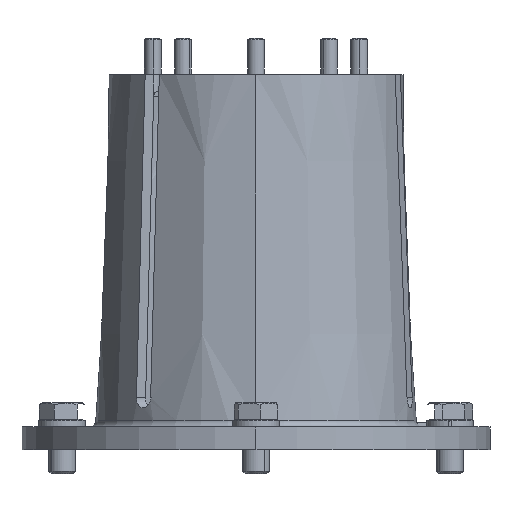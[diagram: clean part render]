
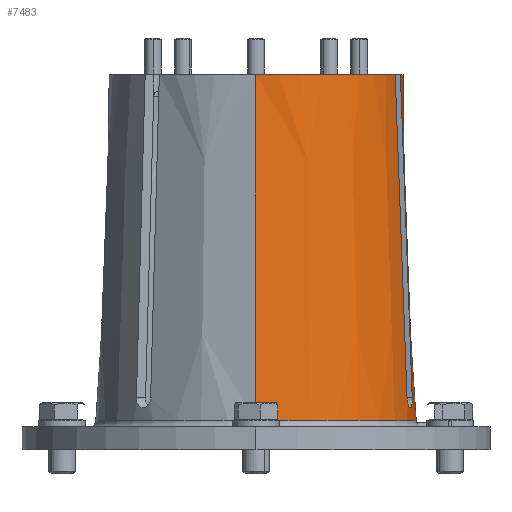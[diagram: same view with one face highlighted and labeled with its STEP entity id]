
A CAD part, front view. The second image highlights one B-rep face of the part: STEP entity #7483.
In plain terms, the highlighted conical face has half-angle 2.173 degrees and reference radius 69.855 mm.
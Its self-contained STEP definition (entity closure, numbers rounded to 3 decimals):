
#142 = CARTESIAN_POINT ( 'NONE',  ( 70.009, -23.689, 69.046 ) ) ;
#275 = FACE_OUTER_BOUND ( 'NONE', #9069, .T. ) ;
#862 = VERTEX_POINT ( 'NONE', #6902 ) ;
#865 = CARTESIAN_POINT ( 'NONE',  ( 74.058, -16.129, 19.332 ) ) ;
#920 = CARTESIAN_POINT ( 'NONE',  ( 72.68, -21.657, 18.197 ) ) ;
#927 = CARTESIAN_POINT ( 'NONE',  ( 74.184, -14.947, 22.479 ) ) ;
#1400 = CARTESIAN_POINT ( 'NONE',  ( 68.299, -23.231, 115.612 ) ) ;
#1473 = CARTESIAN_POINT ( 'NONE',  ( 68.718, -13.482, 171.323 ) ) ;
#1693 = EDGE_CURVE ( 'NONE', #11362, #13033, #13043, .T. ) ;
#1844 = EDGE_CURVE ( 'NONE', #862, #3851, #7372, .T. ) ;
#1969 = EDGE_CURVE ( 'NONE', #3851, #11362, #7554, .T. ) ;
#2028 = CARTESIAN_POINT ( 'NONE',  ( 74.196, -14.95, 22.164 ) ) ;
#2081 = CARTESIAN_POINT ( 'NONE',  ( 73.934, -16.798, 18.696 ) ) ;
#2125 = CARTESIAN_POINT ( 'NONE',  ( 72.43, -22.414, 18.691 ) ) ;
#2165 = VECTOR ( 'NONE', #13656, 1000. ) ;
#2604 = B_SPLINE_CURVE_WITH_KNOTS ( 'NONE', 3,
 ( #10012, #1473, #2705, #11201, #3966, #12421, #5204 ),
 .UNSPECIFIED., .F., .F.,
 ( 4, 3, 4 ),
 ( -0.014, 0., 0.14 ),
 .UNSPECIFIED. ) ;
#2642 = CARTESIAN_POINT ( 'NONE',  ( 66.421, -22.728, 166.751 ) ) ;
#2705 = CARTESIAN_POINT ( 'NONE',  ( 68.886, -13.527, 166.751 ) ) ;
#3089 = CARTESIAN_POINT ( 'NONE',  ( 0., 0., 175.895 ) ) ;
#3323 = CARTESIAN_POINT ( 'NONE',  ( 73.772, -17.58, 18.199 ) ) ;
#3385 = CARTESIAN_POINT ( 'NONE',  ( 72.201, -23.061, 19.332 ) ) ;
#3409 = ORIENTED_EDGE ( 'NONE', *, *, #7084, .T. ) ;
#3851 = VERTEX_POINT ( 'NONE', #7323 ) ;
#3886 = CARTESIAN_POINT ( 'NONE',  ( 66.085, -22.638, 175.895 ) ) ;
#3910 = VECTOR ( 'NONE', #8069, 1000. ) ;
#3966 = CARTESIAN_POINT ( 'NONE',  ( 70.764, -14.031, 115.612 ) ) ;
#4367 = DIRECTION ( 'NONE',  ( 0., 1., 0. ) ) ;
#4593 = CARTESIAN_POINT ( 'NONE',  ( 73.577, -18.432, 17.87 ) ) ;
#4616 = ORIENTED_EDGE ( 'NONE', *, *, #1693, .T. ) ;
#4638 = CARTESIAN_POINT ( 'NONE',  ( 72.006, -23.57, 20.088 ) ) ;
#4916 = B_SPLINE_CURVE_WITH_KNOTS ( 'NONE', 3,
 ( #10569, #2028, #12987, #5783, #14232, #6985, #15451, #8206, #865, #9398, #2081, #10631, #3323, #11829, #4593, #13052, #5830, #14280, #7050, #15494, #8252, #920, #9453, #2125, #10674, #3385, #11880, #4638, #13107, #5884, #14327, #7097, #15540, #8305 ),
 .UNSPECIFIED., .F., .F.,
 ( 4, 2, 2, 2, 2, 2, 2, 2, 2, 2, 2, 2, 2, 2, 2, 2, 4 ),
 ( 0., 0.001, 0.002, 0.003, 0.004, 0.005, 0.006, 0.007, 0.007, 0.008, 0.009, 0.01, 0.011, 0.012, 0.013, 0.014, 0.015 ),
 .UNSPECIFIED. ) ;
#5032 = ORIENTED_EDGE ( 'NONE', *, *, #9375, .T. ) ;
#5193 = B_SPLINE_CURVE_WITH_KNOTS ( 'NONE', 3,
 ( #14783, #142, #1400, #9935, #2642, #11141, #3886 ),
 .UNSPECIFIED., .F., .F.,
 ( 4, 3, 4 ),
 ( 0., 0.14, 0.154 ),
 .UNSPECIFIED. ) ;
#5204 = CARTESIAN_POINT ( 'NONE',  ( 74.184, -14.947, 22.479 ) ) ;
#5260 = VERTEX_POINT ( 'NONE', #13553 ) ;
#5421 = CARTESIAN_POINT ( 'NONE',  ( 68.55, -13.437, 175.895 ) ) ;
#5783 = CARTESIAN_POINT ( 'NONE',  ( 74.199, -15.108, 21.246 ) ) ;
#5830 = CARTESIAN_POINT ( 'NONE',  ( 73.352, -19.329, 17.717 ) ) ;
#5884 = CARTESIAN_POINT ( 'NONE',  ( 71.853, -23.931, 20.943 ) ) ;
#6136 = ORIENTED_EDGE ( 'NONE', *, *, #9180, .F. ) ;
#6144 = ORIENTED_EDGE ( 'NONE', *, *, #8399, .T. ) ;
#6689 = CARTESIAN_POINT ( 'NONE',  ( 71.719, -24.147, 22.479 ) ) ;
#6902 = CARTESIAN_POINT ( 'NONE',  ( 66.085, -22.638, 175.895 ) ) ;
#6985 = CARTESIAN_POINT ( 'NONE',  ( 74.165, -15.441, 20.368 ) ) ;
#7050 = CARTESIAN_POINT ( 'NONE',  ( 73.106, -20.234, 17.747 ) ) ;
#7084 = EDGE_CURVE ( 'NONE', #10041, #13570, #2604, .T. ) ;
#7097 = CARTESIAN_POINT ( 'NONE',  ( 71.752, -24.124, 21.849 ) ) ;
#7106 = ORIENTED_EDGE ( 'NONE', *, *, #14983, .T. ) ;
#7236 = CARTESIAN_POINT ( 'NONE',  ( 0., 0., 11.691 ) ) ;
#7289 = DIRECTION ( 'NONE',  ( 0., 0., 1. ) ) ;
#7323 = CARTESIAN_POINT ( 'NONE',  ( 0., -69.855, 175.895 ) ) ;
#7342 = DIRECTION ( 'NONE',  ( 0., 1., 0. ) ) ;
#7372 = CIRCLE ( 'NONE', #13011, 69.855 ) ;
#7483 = ADVANCED_FACE ( 'NONE', ( #275 ), #11344, .T. ) ;
#7554 = LINE ( 'NONE', #8128, #3910 ) ;
#7641 = CARTESIAN_POINT ( 'NONE',  ( 0., 76.084, 11.691 ) ) ;
#8069 = DIRECTION ( 'NONE',  ( 0., -0.038, -0.999 ) ) ;
#8128 = CARTESIAN_POINT ( 'NONE',  ( 0., -69.855, 175.895 ) ) ;
#8206 = CARTESIAN_POINT ( 'NONE',  ( 74.092, -15.93, 19.577 ) ) ;
#8252 = CARTESIAN_POINT ( 'NONE',  ( 72.851, -21.106, 17.959 ) ) ;
#8305 = CARTESIAN_POINT ( 'NONE',  ( 71.719, -24.147, 22.479 ) ) ;
#8399 = EDGE_CURVE ( 'NONE', #14941, #862, #5193, .T. ) ;
#8431 = AXIS2_PLACEMENT_3D ( 'NONE', #3089, #11599, #4367 ) ;
#8691 = LINE ( 'NONE', #9987, #2165 ) ;
#8863 = DIRECTION ( 'NONE',  ( 0., 1., 0. ) ) ;
#8955 = AXIS2_PLACEMENT_3D ( 'NONE', #10019, #9959, #8863 ) ;
#8993 = ORIENTED_EDGE ( 'NONE', *, *, #1969, .T. ) ;
#9069 = EDGE_LOOP ( 'NONE', ( #10018, #8993, #4616, #6136, #7106, #3409, #5032, #6144 ) ) ;
#9180 = EDGE_CURVE ( 'NONE', #5260, #13033, #8691, .T. ) ;
#9375 = EDGE_CURVE ( 'NONE', #13570, #14941, #4916, .T. ) ;
#9398 = CARTESIAN_POINT ( 'NONE',  ( 73.98, -16.563, 18.893 ) ) ;
#9453 = CARTESIAN_POINT ( 'NONE',  ( 72.594, -21.923, 18.346 ) ) ;
#9699 = CARTESIAN_POINT ( 'NONE',  ( 0., 0., 175.895 ) ) ;
#9874 = DIRECTION ( 'NONE',  ( 0., 0., -1. ) ) ;
#9935 = CARTESIAN_POINT ( 'NONE',  ( 66.589, -22.773, 162.179 ) ) ;
#9959 = DIRECTION ( 'NONE',  ( 0., 0., -1. ) ) ;
#9987 = CARTESIAN_POINT ( 'NONE',  ( 0., 69.855, 175.895 ) ) ;
#10012 = CARTESIAN_POINT ( 'NONE',  ( 68.55, -13.437, 175.895 ) ) ;
#10018 = ORIENTED_EDGE ( 'NONE', *, *, #1844, .T. ) ;
#10019 = CARTESIAN_POINT ( 'NONE',  ( 0., 0., 175.895 ) ) ;
#10041 = VERTEX_POINT ( 'NONE', #5421 ) ;
#10075 = AXIS2_PLACEMENT_3D ( 'NONE', #7236, #7289, #7342 ) ;
#10508 = DIRECTION ( 'NONE',  ( 0., 1., 0. ) ) ;
#10569 = CARTESIAN_POINT ( 'NONE',  ( 74.184, -14.947, 22.479 ) ) ;
#10631 = CARTESIAN_POINT ( 'NONE',  ( 73.83, -17.309, 18.347 ) ) ;
#10674 = CARTESIAN_POINT ( 'NONE',  ( 72.351, -22.641, 18.888 ) ) ;
#11141 = CARTESIAN_POINT ( 'NONE',  ( 66.253, -22.683, 171.323 ) ) ;
#11201 = CARTESIAN_POINT ( 'NONE',  ( 69.054, -13.572, 162.179 ) ) ;
#11344 = CONICAL_SURFACE ( 'NONE', #8955, 69.855, 0.038 ) ;
#11362 = VERTEX_POINT ( 'NONE', #14433 ) ;
#11599 = DIRECTION ( 'NONE',  ( 0., 0., -1. ) ) ;
#11829 = CARTESIAN_POINT ( 'NONE',  ( 73.646, -18.14, 17.961 ) ) ;
#11880 = CARTESIAN_POINT ( 'NONE',  ( 72.132, -23.247, 19.573 ) ) ;
#12421 = CARTESIAN_POINT ( 'NONE',  ( 72.474, -14.489, 69.046 ) ) ;
#12987 = CARTESIAN_POINT ( 'NONE',  ( 74.201, -14.984, 21.855 ) ) ;
#13011 = AXIS2_PLACEMENT_3D ( 'NONE', #9699, #9874, #10508 ) ;
#13033 = VERTEX_POINT ( 'NONE', #7641 ) ;
#13043 = CIRCLE ( 'NONE', #10075, 76.084 ) ;
#13052 = CARTESIAN_POINT ( 'NONE',  ( 73.429, -19.03, 17.747 ) ) ;
#13107 = CARTESIAN_POINT ( 'NONE',  ( 71.949, -23.709, 20.366 ) ) ;
#13553 = CARTESIAN_POINT ( 'NONE',  ( 0., 69.855, 175.895 ) ) ;
#13563 = CIRCLE ( 'NONE', #8431, 69.855 ) ;
#13570 = VERTEX_POINT ( 'NONE', #927 ) ;
#13656 = DIRECTION ( 'NONE',  ( 0., 0.038, -0.999 ) ) ;
#14232 = CARTESIAN_POINT ( 'NONE',  ( 74.192, -15.201, 20.944 ) ) ;
#14280 = CARTESIAN_POINT ( 'NONE',  ( 73.191, -19.93, 17.716 ) ) ;
#14327 = CARTESIAN_POINT ( 'NONE',  ( 71.813, -24.014, 21.239 ) ) ;
#14433 = CARTESIAN_POINT ( 'NONE',  ( 0., -76.084, 11.691 ) ) ;
#14783 = CARTESIAN_POINT ( 'NONE',  ( 71.719, -24.147, 22.479 ) ) ;
#14941 = VERTEX_POINT ( 'NONE', #6689 ) ;
#14983 = EDGE_CURVE ( 'NONE', #5260, #10041, #13563, .T. ) ;
#15451 = CARTESIAN_POINT ( 'NONE',  ( 74.145, -15.587, 20.094 ) ) ;
#15494 = CARTESIAN_POINT ( 'NONE',  ( 72.937, -20.821, 17.869 ) ) ;
#15540 = CARTESIAN_POINT ( 'NONE',  ( 71.73, -24.151, 22.164 ) ) ;
